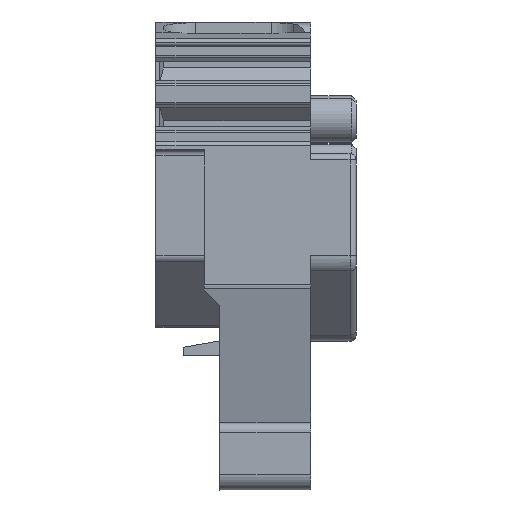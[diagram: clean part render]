
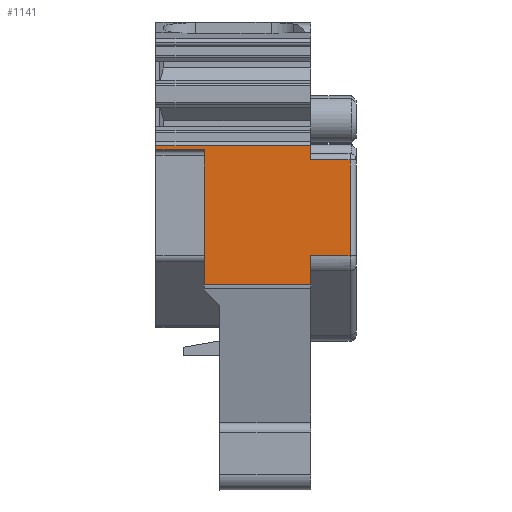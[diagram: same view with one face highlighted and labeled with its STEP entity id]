
A CAD part, front view. The second image highlights one B-rep face of the part: STEP entity #1141.
In plain terms, the highlighted planar face has unit normal (0, -1, 0).
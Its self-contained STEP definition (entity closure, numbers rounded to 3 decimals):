
#1078=AXIS2_PLACEMENT_3D('Plane Axis2P3D',#1075,#1076,#1077) ;
#41=CARTESIAN_POINT('Vertex',(0.,0.,22.464)) ;
#57=CARTESIAN_POINT('Vertex',(3.2,0.,22.464)) ;
#60=CARTESIAN_POINT('Line Origine',(1.6,0.,22.464)) ;
#469=CARTESIAN_POINT('Line Origine',(0.,0.,22.589)) ;
#473=CARTESIAN_POINT('Vertex',(0.,0.,22.714)) ;
#992=CARTESIAN_POINT('Line Origine',(3.2,0.,18.405)) ;
#996=CARTESIAN_POINT('Vertex',(3.2,0.,15.446)) ;
#998=CARTESIAN_POINT('Vertex',(3.2,0.,21.364)) ;
#1001=CARTESIAN_POINT('Line Origine',(3.2,0.,21.914)) ;
#1052=CARTESIAN_POINT('Vertex',(3.2,0.,13.522)) ;
#1055=CARTESIAN_POINT('Line Origine',(3.2,0.,14.484)) ;
#1075=CARTESIAN_POINT('Axis2P3D Location',(10.2,0.,11.428)) ;
#1080=CARTESIAN_POINT('Line Origine',(6.7,0.,13.522)) ;
#1084=CARTESIAN_POINT('Vertex',(10.2,0.,13.522)) ;
#1087=CARTESIAN_POINT('Line Origine',(10.2,0.,14.484)) ;
#1091=CARTESIAN_POINT('Vertex',(10.2,0.,15.446)) ;
#1094=CARTESIAN_POINT('Line Origine',(11.5,0.,15.446)) ;
#1098=CARTESIAN_POINT('Vertex',(12.8,0.,15.446)) ;
#1101=CARTESIAN_POINT('Line Origine',(12.8,0.,18.605)) ;
#1105=CARTESIAN_POINT('Vertex',(12.8,0.,21.764)) ;
#1108=CARTESIAN_POINT('Line Origine',(11.5,0.,21.764)) ;
#1112=CARTESIAN_POINT('Vertex',(10.2,0.,21.764)) ;
#1115=CARTESIAN_POINT('Line Origine',(10.2,0.,22.239)) ;
#1119=CARTESIAN_POINT('Vertex',(10.2,0.,22.714)) ;
#1122=CARTESIAN_POINT('Line Origine',(5.1,0.,22.714)) ;
#61=DIRECTION('Vector Direction',(-1.,0.,0.)) ;
#470=DIRECTION('Vector Direction',(0.,0.,1.)) ;
#993=DIRECTION('Vector Direction',(0.,0.,1.)) ;
#1002=DIRECTION('Vector Direction',(0.,0.,1.)) ;
#1056=DIRECTION('Vector Direction',(0.,0.,1.)) ;
#1076=DIRECTION('Axis2P3D Direction',(0.,1.,0.)) ;
#1077=DIRECTION('Axis2P3D XDirection',(0.,0.,1.)) ;
#1081=DIRECTION('Vector Direction',(-1.,0.,0.)) ;
#1088=DIRECTION('Vector Direction',(0.,0.,1.)) ;
#1095=DIRECTION('Vector Direction',(1.,0.,0.)) ;
#1102=DIRECTION('Vector Direction',(0.,0.,-1.)) ;
#1109=DIRECTION('Vector Direction',(-1.,0.,0.)) ;
#1116=DIRECTION('Vector Direction',(0.,0.,1.)) ;
#1123=DIRECTION('Vector Direction',(-1.,0.,0.)) ;
#62=VECTOR('Line Direction',#61,1.) ;
#471=VECTOR('Line Direction',#470,1.) ;
#994=VECTOR('Line Direction',#993,1.) ;
#1003=VECTOR('Line Direction',#1002,1.) ;
#1057=VECTOR('Line Direction',#1056,1.) ;
#1082=VECTOR('Line Direction',#1081,1.) ;
#1089=VECTOR('Line Direction',#1088,1.) ;
#1096=VECTOR('Line Direction',#1095,1.) ;
#1103=VECTOR('Line Direction',#1102,1.) ;
#1110=VECTOR('Line Direction',#1109,1.) ;
#1117=VECTOR('Line Direction',#1116,1.) ;
#1124=VECTOR('Line Direction',#1123,1.) ;
#1128=ORIENTED_EDGE('',*,*,#1059,.F.) ;
#1129=ORIENTED_EDGE('',*,*,#1086,.F.) ;
#1130=ORIENTED_EDGE('',*,*,#1093,.T.) ;
#1131=ORIENTED_EDGE('',*,*,#1100,.T.) ;
#1132=ORIENTED_EDGE('',*,*,#1107,.T.) ;
#1133=ORIENTED_EDGE('',*,*,#1114,.T.) ;
#1134=ORIENTED_EDGE('',*,*,#1121,.T.) ;
#1135=ORIENTED_EDGE('',*,*,#1126,.T.) ;
#1136=ORIENTED_EDGE('',*,*,#475,.F.) ;
#1137=ORIENTED_EDGE('',*,*,#64,.F.) ;
#1138=ORIENTED_EDGE('',*,*,#1005,.F.) ;
#1139=ORIENTED_EDGE('',*,*,#1000,.F.) ;
#1141=ADVANCED_FACE('V1',(#1140),#1079,.F.) ;
#64=EDGE_CURVE('',#58,#42,#63,.T.) ;
#475=EDGE_CURVE('',#42,#474,#472,.T.) ;
#1000=EDGE_CURVE('',#997,#999,#995,.T.) ;
#1005=EDGE_CURVE('',#999,#58,#1004,.T.) ;
#1059=EDGE_CURVE('',#1053,#997,#1058,.T.) ;
#1086=EDGE_CURVE('',#1085,#1053,#1083,.T.) ;
#1093=EDGE_CURVE('',#1085,#1092,#1090,.T.) ;
#1100=EDGE_CURVE('',#1092,#1099,#1097,.T.) ;
#1107=EDGE_CURVE('',#1099,#1106,#1104,.F.) ;
#1114=EDGE_CURVE('',#1106,#1113,#1111,.T.) ;
#1121=EDGE_CURVE('',#1113,#1120,#1118,.T.) ;
#1126=EDGE_CURVE('',#1120,#474,#1125,.T.) ;
#1127=EDGE_LOOP('',(#1128,#1129,#1130,#1131,#1132,#1133,#1134,#1135,#1136,#1137,#1138,#1139)) ;
#1140=FACE_OUTER_BOUND('',#1127,.T.) ;
#63=LINE('Line',#60,#62) ;
#472=LINE('Line',#469,#471) ;
#995=LINE('Line',#992,#994) ;
#1004=LINE('Line',#1001,#1003) ;
#1058=LINE('Line',#1055,#1057) ;
#1083=LINE('Line',#1080,#1082) ;
#1090=LINE('Line',#1087,#1089) ;
#1097=LINE('Line',#1094,#1096) ;
#1104=LINE('Line',#1101,#1103) ;
#1111=LINE('Line',#1108,#1110) ;
#1118=LINE('Line',#1115,#1117) ;
#1125=LINE('Line',#1122,#1124) ;
#1079=PLANE('',#1078) ;
#42=VERTEX_POINT('',#41) ;
#58=VERTEX_POINT('',#57) ;
#474=VERTEX_POINT('',#473) ;
#997=VERTEX_POINT('',#996) ;
#999=VERTEX_POINT('',#998) ;
#1053=VERTEX_POINT('',#1052) ;
#1085=VERTEX_POINT('',#1084) ;
#1092=VERTEX_POINT('',#1091) ;
#1099=VERTEX_POINT('',#1098) ;
#1106=VERTEX_POINT('',#1105) ;
#1113=VERTEX_POINT('',#1112) ;
#1120=VERTEX_POINT('',#1119) ;
